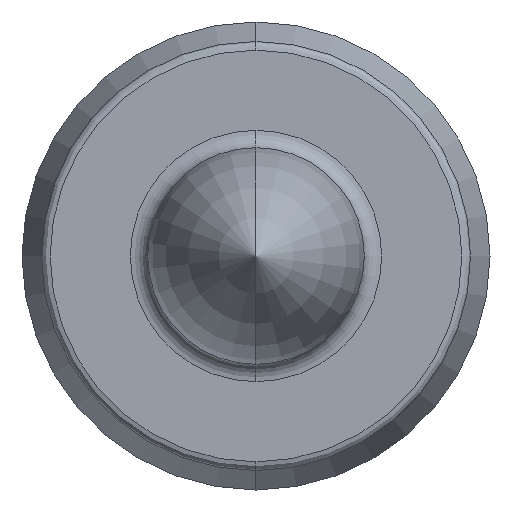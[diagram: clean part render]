
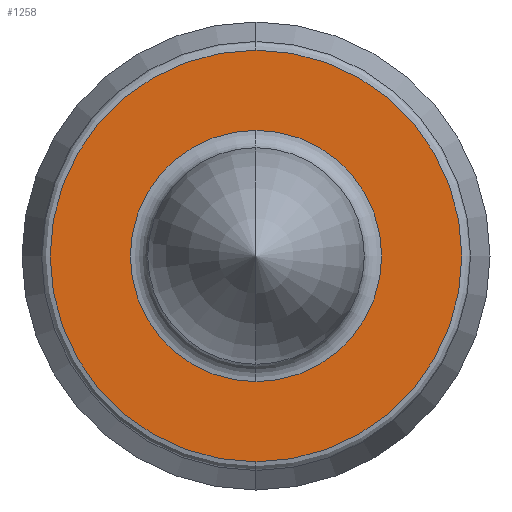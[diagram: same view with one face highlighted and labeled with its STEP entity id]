
A CAD part, left-side view. The second image highlights one B-rep face of the part: STEP entity #1258.
In plain terms, the highlighted planar face has unit normal (-1, 0, 0).
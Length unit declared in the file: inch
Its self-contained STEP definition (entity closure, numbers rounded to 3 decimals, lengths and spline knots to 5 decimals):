
#44 = CARTESIAN_POINT ( 'NONE',  ( 0.105, 0., 0.02375 ) ) ;
#61 = ORIENTED_EDGE ( 'NONE', *, *, #470, .T. ) ;
#70 = CIRCLE ( 'NONE', #1100, 0.0145 ) ;
#113 = ORIENTED_EDGE ( 'NONE', *, *, #1224, .F. ) ;
#154 = ORIENTED_EDGE ( 'NONE', *, *, #887, .T. ) ;
#205 = FACE_BOUND ( 'NONE', #1311, .T. ) ;
#230 = EDGE_CURVE ( 'NONE', #615, #618, #70, .T. ) ;
#286 = CARTESIAN_POINT ( 'NONE',  ( 0.105, 0., -0.0145 ) ) ;
#290 = CARTESIAN_POINT ( 'NONE',  ( 0.105, 0., -0.02375 ) ) ;
#298 = DIRECTION ( 'NONE',  ( 0., 0., 1. ) ) ;
#300 = DIRECTION ( 'NONE',  ( -1., 0., 0. ) ) ;
#303 = CARTESIAN_POINT ( 'NONE',  ( 0.105, 0., 0. ) ) ;
#327 = VERTEX_POINT ( 'NONE', #44 ) ;
#360 = DIRECTION ( 'NONE',  ( 0., 0., -1. ) ) ;
#467 = ORIENTED_EDGE ( 'NONE', *, *, #230, .F. ) ;
#470 = EDGE_CURVE ( 'NONE', #674, #327, #1128, .T. ) ;
#526 = CARTESIAN_POINT ( 'NONE',  ( 0.105, 0., 0. ) ) ;
#541 = AXIS2_PLACEMENT_3D ( 'NONE', #1225, #1176, #1218 ) ;
#584 = CIRCLE ( 'NONE', #1018, 0.0145 ) ;
#599 = FACE_OUTER_BOUND ( 'NONE', #1383, .T. ) ;
#615 = VERTEX_POINT ( 'NONE', #1435 ) ;
#618 = VERTEX_POINT ( 'NONE', #286 ) ;
#659 = AXIS2_PLACEMENT_3D ( 'NONE', #851, #955, #360 ) ;
#674 = VERTEX_POINT ( 'NONE', #290 ) ;
#789 = PLANE ( 'NONE',  #659 ) ;
#844 = DIRECTION ( 'NONE',  ( 0., 0., 1. ) ) ;
#851 = CARTESIAN_POINT ( 'NONE',  ( 0.105, 0.0145, 0. ) ) ;
#887 = EDGE_CURVE ( 'NONE', #327, #674, #952, .T. ) ;
#941 = DIRECTION ( 'NONE',  ( 0., 0., 1. ) ) ;
#952 = CIRCLE ( 'NONE', #1443, 0.02375 ) ;
#955 = DIRECTION ( 'NONE',  ( 1., 0., 0. ) ) ;
#980 = DIRECTION ( 'NONE',  ( -1., 0., 0. ) ) ;
#1018 = AXIS2_PLACEMENT_3D ( 'NONE', #526, #1377, #844 ) ;
#1094 = CARTESIAN_POINT ( 'NONE',  ( 0.105, 0., 0. ) ) ;
#1100 = AXIS2_PLACEMENT_3D ( 'NONE', #303, #300, #298 ) ;
#1128 = CIRCLE ( 'NONE', #541, 0.02375 ) ;
#1176 = DIRECTION ( 'NONE',  ( -1., 0., 0. ) ) ;
#1218 = DIRECTION ( 'NONE',  ( 0., 0., 1. ) ) ;
#1224 = EDGE_CURVE ( 'NONE', #618, #615, #584, .T. ) ;
#1225 = CARTESIAN_POINT ( 'NONE',  ( 0.105, 0., 0. ) ) ;
#1258 = ADVANCED_FACE ( 'NONE', ( #205, #599 ), #789, .F. ) ;
#1311 = EDGE_LOOP ( 'NONE', ( #467, #113 ) ) ;
#1377 = DIRECTION ( 'NONE',  ( -1., 0., 0. ) ) ;
#1383 = EDGE_LOOP ( 'NONE', ( #154, #61 ) ) ;
#1435 = CARTESIAN_POINT ( 'NONE',  ( 0.105, 0., 0.0145 ) ) ;
#1443 = AXIS2_PLACEMENT_3D ( 'NONE', #1094, #980, #941 ) ;
